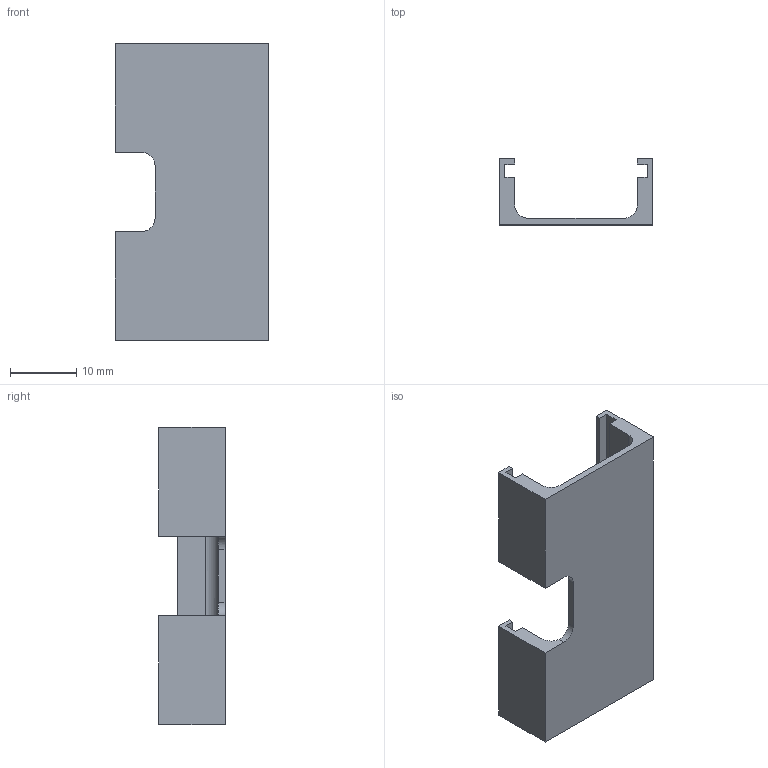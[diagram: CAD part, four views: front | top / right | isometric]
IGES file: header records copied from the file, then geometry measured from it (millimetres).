
Global section: file name: SR04_holder; native system: Autodesk Inventor 2018; preprocessor: unknown; author: izumi; date: 20180427.171810; units: millimetre
Bounding box: 23.2 x 10 x 45 mm (x, y, z)
Volume: 2380 mm3; surface area: 3680.2 mm2
Topology: 1 solids, 1 shells, 39 faces, 111 edges, 74 vertices
Faces by surface type: bspline 39
